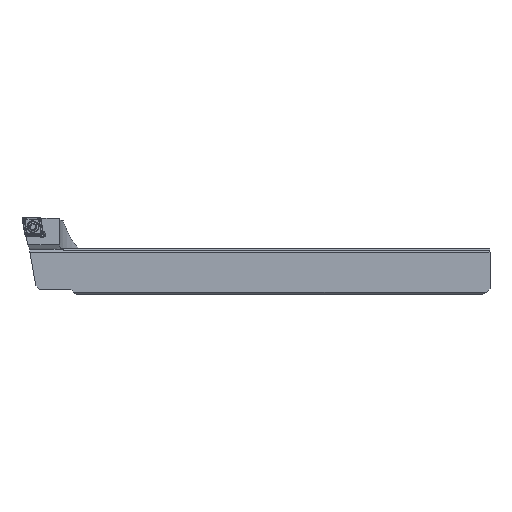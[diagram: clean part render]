
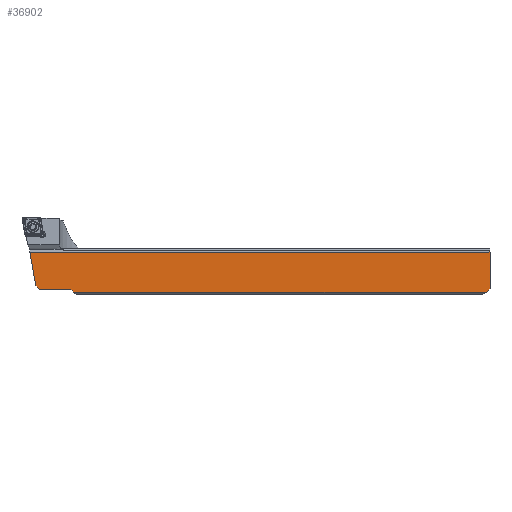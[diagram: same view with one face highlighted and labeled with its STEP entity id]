
A CAD part, top view. The second image highlights one B-rep face of the part: STEP entity #36902.
In plain terms, the highlighted planar face has unit normal (0, 0, 1).
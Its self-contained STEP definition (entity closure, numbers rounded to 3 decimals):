
#452 = LINE ( 'NONE', #30985, #3526 ) ;
#1234 = CARTESIAN_POINT ( 'NONE',  ( 239.57, -36.526, -6.05 ) ) ;
#2036 = VECTOR ( 'NONE', #12879, 1000. ) ;
#2318 = DIRECTION ( 'NONE',  ( 1., 0., 0. ) ) ;
#2884 = CARTESIAN_POINT ( 'NONE',  ( 240., -38.252, -6.05 ) ) ;
#3294 = EDGE_LOOP ( 'NONE', ( #26490, #20641, #10487, #23996, #21608, #5509, #41966, #41891 ) ) ;
#3354 = PLANE ( 'NONE',  #23333 ) ;
#3526 = VECTOR ( 'NONE', #37890, 1000. ) ;
#4874 = DIRECTION ( 'NONE',  ( 0., 1., 0. ) ) ;
#5509 = ORIENTED_EDGE ( 'NONE', *, *, #15964, .T. ) ;
#5881 = VERTEX_POINT ( 'NONE', #26520 ) ;
#8349 = CARTESIAN_POINT ( 'NONE',  ( 239.57, -39.9, -6.05 ) ) ;
#9211 = VERTEX_POINT ( 'NONE', #35741 ) ;
#10487 = ORIENTED_EDGE ( 'NONE', *, *, #24059, .T. ) ;
#10791 = LINE ( 'NONE', #2884, #2036 ) ;
#10887 = CARTESIAN_POINT ( 'NONE',  ( 237.696, -38.252, -6.05 ) ) ;
#12879 = DIRECTION ( 'NONE',  ( -1., 0., 0. ) ) ;
#12883 = CARTESIAN_POINT ( 'NONE',  ( 9.052, -36.9, -6.05 ) ) ;
#13446 = EDGE_CURVE ( 'NONE', #34048, #24533, #22150, .T. ) ;
#14901 = VERTEX_POINT ( 'NONE', #15338 ) ;
#15338 = CARTESIAN_POINT ( 'NONE',  ( 25., -36.9, -6.05 ) ) ;
#15469 = CARTESIAN_POINT ( 'NONE',  ( 7.405, -36.9, -6.05 ) ) ;
#15491 = EDGE_CURVE ( 'NONE', #30671, #9211, #16046, .T. ) ;
#15964 = EDGE_CURVE ( 'NONE', #34674, #30671, #23939, .T. ) ;
#16046 = LINE ( 'NONE', #8349, #25861 ) ;
#17671 = CARTESIAN_POINT ( 'NONE',  ( 238.949, -37.101, -6.05 ) ) ;
#19248 = CARTESIAN_POINT ( 'NONE',  ( 26.352, -38.252, -6.05 ) ) ;
#19256 = VECTOR ( 'NONE', #28127, 1000. ) ;
#20093 = VECTOR ( 'NONE', #30892, 1000. ) ;
#20641 = ORIENTED_EDGE ( 'NONE', *, *, #13446, .F. ) ;
#21594 = CARTESIAN_POINT ( 'NONE',  ( 7.052, -34.9, -6.05 ) ) ;
#21608 = ORIENTED_EDGE ( 'NONE', *, *, #38516, .F. ) ;
#22150 = LINE ( 'NONE', #30584, #20093 ) ;
#23333 = AXIS2_PLACEMENT_3D ( 'NONE', #23431, #26466, #29729 ) ;
#23431 = CARTESIAN_POINT ( 'NONE',  ( 240., -39.9, -6.05 ) ) ;
#23939 = B_SPLINE_CURVE_WITH_KNOTS ( 'NONE', 3,
 ( #10887, #34206, #17671, #1234 ),
 .UNSPECIFIED., .F., .F.,
 ( 4, 4 ),
 ( 0.488, 1. ),
 .UNSPECIFIED. ) ;
#23996 = ORIENTED_EDGE ( 'NONE', *, *, #36291, .T. ) ;
#23997 = VECTOR ( 'NONE', #34140, 1000. ) ;
#24059 = EDGE_CURVE ( 'NONE', #34048, #14901, #37984, .T. ) ;
#24533 = VERTEX_POINT ( 'NONE', #21594 ) ;
#25113 = CARTESIAN_POINT ( 'NONE',  ( 25., -36.9, -6.05 ) ) ;
#25491 = EDGE_CURVE ( 'NONE', #24533, #5881, #452, .T. ) ;
#25861 = VECTOR ( 'NONE', #4874, 1000. ) ;
#26466 = DIRECTION ( 'NONE',  ( 0., 0., -1. ) ) ;
#26490 = ORIENTED_EDGE ( 'NONE', *, *, #25491, .F. ) ;
#26520 = CARTESIAN_POINT ( 'NONE',  ( 4.037, -17.8, -6.05 ) ) ;
#28127 = DIRECTION ( 'NONE',  ( 0.707, -0.707, 0. ) ) ;
#29220 = VECTOR ( 'NONE', #2318, 1000. ) ;
#29729 = DIRECTION ( 'NONE',  ( 0., 1., 0. ) ) ;
#30584 = CARTESIAN_POINT ( 'NONE',  ( 6.052, -33.9, -6.05 ) ) ;
#30671 = VERTEX_POINT ( 'NONE', #36082 ) ;
#30892 = DIRECTION ( 'NONE',  ( -0.707, 0.707, 0. ) ) ;
#30985 = CARTESIAN_POINT ( 'NONE',  ( 1.744, -4.798, -6.05 ) ) ;
#32147 = LINE ( 'NONE', #33555, #23997 ) ;
#33555 = CARTESIAN_POINT ( 'NONE',  ( 240., -17.8, -6.05 ) ) ;
#34048 = VERTEX_POINT ( 'NONE', #12883 ) ;
#34140 = DIRECTION ( 'NONE',  ( -1., 0., 0. ) ) ;
#34206 = CARTESIAN_POINT ( 'NONE',  ( 238.322, -37.677, -6.05 ) ) ;
#34674 = VERTEX_POINT ( 'NONE', #37438 ) ;
#35254 = EDGE_CURVE ( 'NONE', #9211, #5881, #32147, .T. ) ;
#35659 = FACE_OUTER_BOUND ( 'NONE', #3294, .T. ) ;
#35741 = CARTESIAN_POINT ( 'NONE',  ( 239.57, -17.8, -6.05 ) ) ;
#35816 = VERTEX_POINT ( 'NONE', #19248 ) ;
#36082 = CARTESIAN_POINT ( 'NONE',  ( 239.57, -36.526, -6.05 ) ) ;
#36291 = EDGE_CURVE ( 'NONE', #14901, #35816, #39863, .T. ) ;
#36902 = ADVANCED_FACE ( 'NONE', ( #35659 ), #3354, .F. ) ;
#37438 = CARTESIAN_POINT ( 'NONE',  ( 237.696, -38.252, -6.05 ) ) ;
#37890 = DIRECTION ( 'NONE',  ( -0.174, 0.985, 0. ) ) ;
#37984 = LINE ( 'NONE', #15469, #29220 ) ;
#38516 = EDGE_CURVE ( 'NONE', #34674, #35816, #10791, .T. ) ;
#39863 = LINE ( 'NONE', #25113, #19256 ) ;
#41891 = ORIENTED_EDGE ( 'NONE', *, *, #35254, .T. ) ;
#41966 = ORIENTED_EDGE ( 'NONE', *, *, #15491, .T. ) ;
